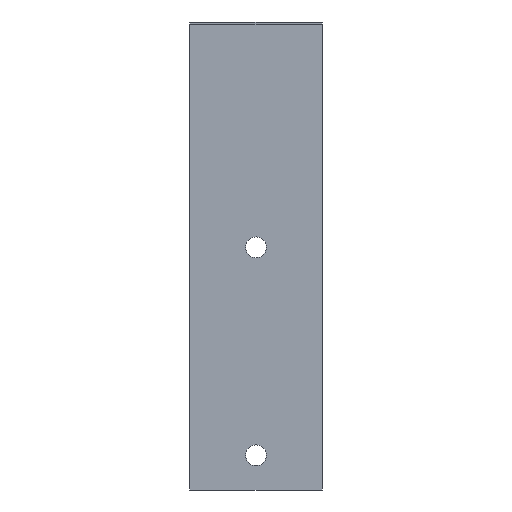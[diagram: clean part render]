
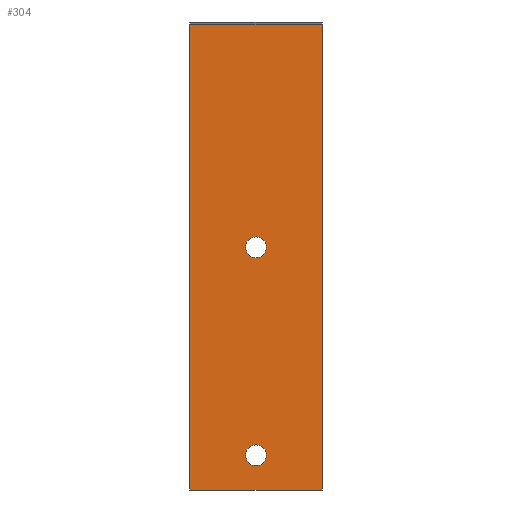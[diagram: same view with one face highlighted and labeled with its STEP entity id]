
A CAD part, front view. The second image highlights one B-rep face of the part: STEP entity #304.
In plain terms, the highlighted planar face has unit normal (0, -1, 0).
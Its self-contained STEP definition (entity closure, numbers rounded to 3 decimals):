
#21 = FACE_BOUND ( 'NONE', #54, .T. ) ;
#46 = FACE_BOUND ( 'NONE', #280, .T. ) ;
#54 = EDGE_LOOP ( 'NONE', ( #244, #243 ) ) ;
#80 = VECTOR ( 'NONE', #393, 1000. ) ;
#89 = LINE ( 'NONE', #452, #80 ) ;
#95 = CIRCLE ( 'NONE', #308, 6. ) ;
#135 = CIRCLE ( 'NONE', #664, 6. ) ;
#148 = LINE ( 'NONE', #466, #151 ) ;
#151 = VECTOR ( 'NONE', #382, 1000. ) ;
#161 = ORIENTED_EDGE ( 'NONE', *, *, #366, .F. ) ;
#163 = ORIENTED_EDGE ( 'NONE', *, *, #648, .F. ) ;
#166 = ORIENTED_EDGE ( 'NONE', *, *, #362, .T. ) ;
#179 = LINE ( 'NONE', #491, #201 ) ;
#190 = ORIENTED_EDGE ( 'NONE', *, *, #367, .T. ) ;
#201 = VECTOR ( 'NONE', #389, 1000. ) ;
#212 = ORIENTED_EDGE ( 'NONE', *, *, #361, .T. ) ;
#226 = CIRCLE ( 'NONE', #345, 6. ) ;
#229 = EDGE_LOOP ( 'NONE', ( #190, #163, #161, #166 ) ) ;
#243 = ORIENTED_EDGE ( 'NONE', *, *, #338, .T. ) ;
#244 = ORIENTED_EDGE ( 'NONE', *, *, #651, .T. ) ;
#260 = LINE ( 'NONE', #447, #281 ) ;
#261 = CIRCLE ( 'NONE', #375, 6. ) ;
#262 = FACE_OUTER_BOUND ( 'NONE', #229, .T. ) ;
#280 = EDGE_LOOP ( 'NONE', ( #212, #285 ) ) ;
#281 = VECTOR ( 'NONE', #377, 1000. ) ;
#285 = ORIENTED_EDGE ( 'NONE', *, *, #360, .T. ) ;
#304 = ADVANCED_FACE ( 'NONE', ( #46, #21, #262 ), #609, .F. ) ;
#308 = AXIS2_PLACEMENT_3D ( 'NONE', #445, #434, #435 ) ;
#338 = EDGE_CURVE ( 'NONE', #601, #598, #135, .T. ) ;
#345 = AXIS2_PLACEMENT_3D ( 'NONE', #426, #394, #478 ) ;
#348 = AXIS2_PLACEMENT_3D ( 'NONE', #548, #630, #629 ) ;
#360 = EDGE_CURVE ( 'NONE', #596, #589, #261, .T. ) ;
#361 = EDGE_CURVE ( 'NONE', #589, #596, #226, .T. ) ;
#362 = EDGE_CURVE ( 'NONE', #581, #584, #179, .T. ) ;
#366 = EDGE_CURVE ( 'NONE', #581, #577, #260, .T. ) ;
#367 = EDGE_CURVE ( 'NONE', #584, #575, #148, .T. ) ;
#375 = AXIS2_PLACEMENT_3D ( 'NONE', #412, #472, #477 ) ;
#377 = DIRECTION ( 'NONE',  ( 1., 0., 0. ) ) ;
#382 = DIRECTION ( 'NONE',  ( 1., 0., 0. ) ) ;
#389 = DIRECTION ( 'NONE',  ( 0., 0., -1. ) ) ;
#392 = CARTESIAN_POINT ( 'NONE',  ( 44.1, 0., 20. ) ) ;
#393 = DIRECTION ( 'NONE',  ( 0., 0., -1. ) ) ;
#394 = DIRECTION ( 'NONE',  ( 0., 1., 0. ) ) ;
#402 = CARTESIAN_POINT ( 'NONE',  ( 0., 0., 270. ) ) ;
#412 = CARTESIAN_POINT ( 'NONE',  ( 38.1, 0., 140. ) ) ;
#425 = CARTESIAN_POINT ( 'NONE',  ( 76.2, 0., 270. ) ) ;
#426 = CARTESIAN_POINT ( 'NONE',  ( 38.1, 0., 140. ) ) ;
#434 = DIRECTION ( 'NONE',  ( 0., 1., 0. ) ) ;
#435 = DIRECTION ( 'NONE',  ( 0., 0., 1. ) ) ;
#445 = CARTESIAN_POINT ( 'NONE',  ( 38.1, 0., 20. ) ) ;
#447 = CARTESIAN_POINT ( 'NONE',  ( 0., 0., 270. ) ) ;
#452 = CARTESIAN_POINT ( 'NONE',  ( 76.2, 0., 270. ) ) ;
#462 = CARTESIAN_POINT ( 'NONE',  ( 32.1, 0., 140. ) ) ;
#464 = CARTESIAN_POINT ( 'NONE',  ( 44.1, 0., 140. ) ) ;
#466 = CARTESIAN_POINT ( 'NONE',  ( 0., 0., 0. ) ) ;
#467 = CARTESIAN_POINT ( 'NONE',  ( 76.2, 0., 0. ) ) ;
#470 = CARTESIAN_POINT ( 'NONE',  ( 32.1, 0., 20. ) ) ;
#472 = DIRECTION ( 'NONE',  ( 0., 1., 0. ) ) ;
#477 = DIRECTION ( 'NONE',  ( 0., 0., 1. ) ) ;
#478 = DIRECTION ( 'NONE',  ( 0., 0., 1. ) ) ;
#489 = CARTESIAN_POINT ( 'NONE',  ( 0., 0., 0. ) ) ;
#491 = CARTESIAN_POINT ( 'NONE',  ( 0., 0., 270. ) ) ;
#527 = DIRECTION ( 'NONE',  ( 0., 1., 0. ) ) ;
#548 = CARTESIAN_POINT ( 'NONE',  ( 0., 0., 270. ) ) ;
#553 = DIRECTION ( 'NONE',  ( 0., 0., 1. ) ) ;
#575 = VERTEX_POINT ( 'NONE', #467 ) ;
#577 = VERTEX_POINT ( 'NONE', #425 ) ;
#581 = VERTEX_POINT ( 'NONE', #402 ) ;
#584 = VERTEX_POINT ( 'NONE', #489 ) ;
#589 = VERTEX_POINT ( 'NONE', #462 ) ;
#596 = VERTEX_POINT ( 'NONE', #464 ) ;
#598 = VERTEX_POINT ( 'NONE', #470 ) ;
#601 = VERTEX_POINT ( 'NONE', #392 ) ;
#609 = PLANE ( 'NONE',  #348 ) ;
#620 = CARTESIAN_POINT ( 'NONE',  ( 38.1, 0., 20. ) ) ;
#629 = DIRECTION ( 'NONE',  ( 0., 0., 1. ) ) ;
#630 = DIRECTION ( 'NONE',  ( 0., 1., 0. ) ) ;
#648 = EDGE_CURVE ( 'NONE', #577, #575, #89, .T. ) ;
#651 = EDGE_CURVE ( 'NONE', #598, #601, #95, .T. ) ;
#664 = AXIS2_PLACEMENT_3D ( 'NONE', #620, #527, #553 ) ;
